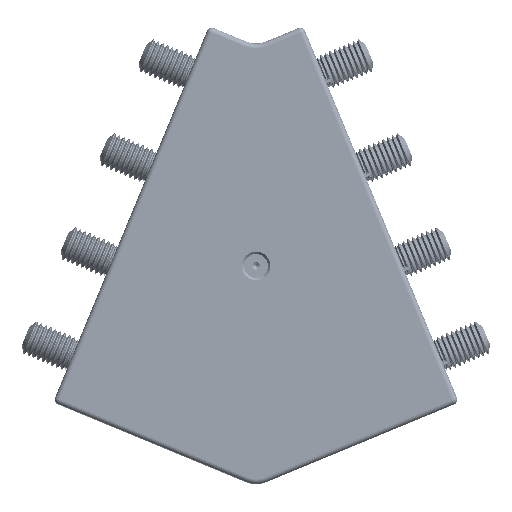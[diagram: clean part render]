
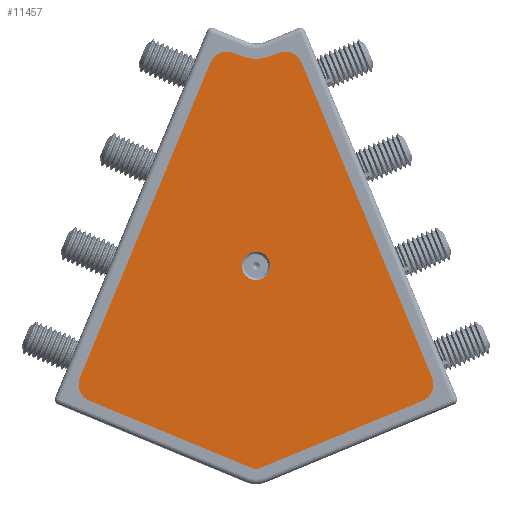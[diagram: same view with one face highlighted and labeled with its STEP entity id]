
A CAD part, top view. The second image highlights one B-rep face of the part: STEP entity #11457.
In plain terms, the highlighted planar face has unit normal (0, 0, 1).
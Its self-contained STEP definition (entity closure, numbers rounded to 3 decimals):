
#2006 = VERTEX_POINT ( 'NONE', #11960 ) ;
#2007 = VERTEX_POINT ( 'NONE', #11959 ) ;
#2008 = VERTEX_POINT ( 'NONE', #11958 ) ;
#2009 = VERTEX_POINT ( 'NONE', #11956 ) ;
#2012 = VERTEX_POINT ( 'NONE', #11969 ) ;
#2013 = VERTEX_POINT ( 'NONE', #11967 ) ;
#6764 = EDGE_LOOP ( 'NONE', ( #13648, #13649, #13650, #13651, #13652, #13653, #13654, #13655, #13656, #13657, #13658, #13659 ) ) ;
#7942 = AXIS2_PLACEMENT_3D ( 'NONE', #10371, #10380, #10381 ) ;
#8759 = FACE_BOUND ( 'NONE', #19978, .T. ) ;
#8762 = FACE_OUTER_BOUND ( 'NONE', #6764, .T. ) ;
#10371 = CARTESIAN_POINT ( 'NONE',  ( 0., 0., 3. ) ) ;
#10375 = PLANE ( 'NONE',  #7942 ) ;
#10380 = DIRECTION ( 'NONE',  ( 0., 0., 1. ) ) ;
#10381 = DIRECTION ( 'NONE',  ( 1., 0., 0. ) ) ;
#10962 = CARTESIAN_POINT ( 'NONE',  ( -113.593, 48.708, 3. ) ) ;
#10964 = CARTESIAN_POINT ( 'NONE',  ( -64.701, 97.6, 3. ) ) ;
#10969 = CARTESIAN_POINT ( 'NONE',  ( -114.764, -23.263, 3. ) ) ;
#10973 = CARTESIAN_POINT ( 'NONE',  ( -114.764, 45.88, 3. ) ) ;
#10977 = CARTESIAN_POINT ( 'NONE',  ( 39.951, 2.848, 3. ) ) ;
#10980 = CARTESIAN_POINT ( 'NONE',  ( -35.164, 16.885, 3. ) ) ;
#10981 = CARTESIAN_POINT ( 'NONE',  ( -46.364, 16.885, 3. ) ) ;
#10983 = CARTESIAN_POINT ( 'NONE',  ( -54.801, 97.6, 3. ) ) ;
#11457 = ADVANCED_FACE ( 'NONE', ( #8759, #8762 ), #10375, .T. ) ;
#11956 = CARTESIAN_POINT ( 'NONE',  ( 37.922, -9.08, 3. ) ) ;
#11958 = CARTESIAN_POINT ( 'NONE',  ( 33.236, -23.263, 3. ) ) ;
#11959 = CARTESIAN_POINT ( 'NONE',  ( 33.236, -20.394, 3. ) ) ;
#11960 = CARTESIAN_POINT ( 'NONE',  ( 39.951, -7.052, 3. ) ) ;
#11967 = CARTESIAN_POINT ( 'NONE',  ( -107.764, -30.263, 3. ) ) ;
#11969 = CARTESIAN_POINT ( 'NONE',  ( 26.236, -30.263, 3. ) ) ;
#12999 = VERTEX_POINT ( 'NONE', #10969 ) ;
#13002 = VERTEX_POINT ( 'NONE', #10962 ) ;
#13003 = VERTEX_POINT ( 'NONE', #10964 ) ;
#13005 = VERTEX_POINT ( 'NONE', #10973 ) ;
#13009 = VERTEX_POINT ( 'NONE', #10977 ) ;
#13012 = VERTEX_POINT ( 'NONE', #10980 ) ;
#13013 = VERTEX_POINT ( 'NONE', #10981 ) ;
#13015 = VERTEX_POINT ( 'NONE', #10983 ) ;
#13646 = ORIENTED_EDGE ( 'NONE', *, *, #20285, .F. ) ;
#13647 = ORIENTED_EDGE ( 'NONE', *, *, #20333, .F. ) ;
#13648 = ORIENTED_EDGE ( 'NONE', *, *, #20314, .T. ) ;
#13649 = ORIENTED_EDGE ( 'NONE', *, *, #20286, .T. ) ;
#13650 = ORIENTED_EDGE ( 'NONE', *, *, #20312, .T. ) ;
#13651 = ORIENTED_EDGE ( 'NONE', *, *, #20270, .T. ) ;
#13652 = ORIENTED_EDGE ( 'NONE', *, *, #20306, .T. ) ;
#13653 = ORIENTED_EDGE ( 'NONE', *, *, #20269, .T. ) ;
#13654 = ORIENTED_EDGE ( 'NONE', *, *, #20303, .T. ) ;
#13655 = ORIENTED_EDGE ( 'NONE', *, *, #20268, .T. ) ;
#13656 = ORIENTED_EDGE ( 'NONE', *, *, #20301, .T. ) ;
#13657 = ORIENTED_EDGE ( 'NONE', *, *, #20283, .T. ) ;
#13658 = ORIENTED_EDGE ( 'NONE', *, *, #20320, .T. ) ;
#13659 = ORIENTED_EDGE ( 'NONE', *, *, #20274, .T. ) ;
#15490 = AXIS2_PLACEMENT_3D ( 'NONE', #18368, #18369, #18370 ) ;
#15491 = AXIS2_PLACEMENT_3D ( 'NONE', #18371, #18372, #18373 ) ;
#15492 = AXIS2_PLACEMENT_3D ( 'NONE', #18374, #18375, #18376 ) ;
#15496 = AXIS2_PLACEMENT_3D ( 'NONE', #18387, #18388, #18389 ) ;
#15502 = AXIS2_PLACEMENT_3D ( 'NONE', #18412, #18413, #18414 ) ;
#15503 = AXIS2_PLACEMENT_3D ( 'NONE', #18417, #18418, #18419 ) ;
#15504 = AXIS2_PLACEMENT_3D ( 'NONE', #18420, #18421, #18422 ) ;
#15517 = AXIS2_PLACEMENT_3D ( 'NONE', #18530, #18531, #18532 ) ;
#17306 = CIRCLE ( 'NONE', #15491, 7. ) ;
#17310 = CIRCLE ( 'NONE', #15490, 16. ) ;
#17313 = CIRCLE ( 'NONE', #15492, 7. ) ;
#17315 = CIRCLE ( 'NONE', #15496, 7. ) ;
#17327 = CIRCLE ( 'NONE', #15502, 7. ) ;
#17328 = CIRCLE ( 'NONE', #15504, 4. ) ;
#17331 = CIRCLE ( 'NONE', #15503, 5.6 ) ;
#17351 = LINE ( 'NONE', #18454, #17367 ) ;
#17354 = LINE ( 'NONE', #18458, #17357 ) ;
#17357 = VECTOR ( 'NONE', #18459, 1000. ) ;
#17358 = LINE ( 'NONE', #18462, #17361 ) ;
#17361 = VECTOR ( 'NONE', #18463, 1000. ) ;
#17367 = VECTOR ( 'NONE', #18469, 1000. ) ;
#17372 = LINE ( 'NONE', #18467, #17383 ) ;
#17376 = LINE ( 'NONE', #18480, #17379 ) ;
#17379 = VECTOR ( 'NONE', #18481, 1000. ) ;
#17383 = VECTOR ( 'NONE', #18485, 1000. ) ;
#17392 = LINE ( 'NONE', #18495, #17395 ) ;
#17395 = VECTOR ( 'NONE', #18496, 1000. ) ;
#17412 = CIRCLE ( 'NONE', #15517, 5.6 ) ;
#18368 = CARTESIAN_POINT ( 'NONE',  ( 49.236, -20.394, 3. ) ) ;
#18369 = DIRECTION ( 'NONE',  ( 0., 0., -1. ) ) ;
#18370 = DIRECTION ( 'NONE',  ( 1., 0., 0. ) ) ;
#18371 = CARTESIAN_POINT ( 'NONE',  ( 26.236, -23.263, 3. ) ) ;
#18372 = DIRECTION ( 'NONE',  ( 0., 0., 1. ) ) ;
#18373 = DIRECTION ( 'NONE',  ( 1., 0., 0. ) ) ;
#18374 = CARTESIAN_POINT ( 'NONE',  ( -107.764, -23.263, 3. ) ) ;
#18375 = DIRECTION ( 'NONE',  ( 0., 0., 1. ) ) ;
#18376 = DIRECTION ( 'NONE',  ( 1., 0., 0. ) ) ;
#18387 = CARTESIAN_POINT ( 'NONE',  ( -59.751, 92.65, 3. ) ) ;
#18388 = DIRECTION ( 'NONE',  ( 0., 0., 1. ) ) ;
#18389 = DIRECTION ( 'NONE',  ( 1., 0., 0. ) ) ;
#18412 = CARTESIAN_POINT ( 'NONE',  ( 35.001, -2.102, 3. ) ) ;
#18413 = DIRECTION ( 'NONE',  ( 0., 0., 1. ) ) ;
#18414 = DIRECTION ( 'NONE',  ( 1., 0., 0. ) ) ;
#18417 = CARTESIAN_POINT ( 'NONE',  ( -40.764, 16.885, 3. ) ) ;
#18418 = DIRECTION ( 'NONE',  ( 0., 0., 1. ) ) ;
#18419 = DIRECTION ( 'NONE',  ( 1., 0., 0. ) ) ;
#18420 = CARTESIAN_POINT ( 'NONE',  ( -110.764, 45.88, 3. ) ) ;
#18421 = DIRECTION ( 'NONE',  ( 0., 0., 1. ) ) ;
#18422 = DIRECTION ( 'NONE',  ( 1., 0., 0. ) ) ;
#18454 = CARTESIAN_POINT ( 'NONE',  ( 33.236, -30.263, 3. ) ) ;
#18458 = CARTESIAN_POINT ( 'NONE',  ( 44.901, -2.102, 3. ) ) ;
#18459 = DIRECTION ( 'NONE',  ( 0.707, 0.707, 0. ) ) ;
#18462 = CARTESIAN_POINT ( 'NONE',  ( 33.236, -30.263, 3. ) ) ;
#18463 = DIRECTION ( 'NONE',  ( 0., 1., 0. ) ) ;
#18467 = CARTESIAN_POINT ( 'NONE',  ( -59.751, 102.55, 3. ) ) ;
#18469 = DIRECTION ( 'NONE',  ( 1., 0., 0. ) ) ;
#18480 = CARTESIAN_POINT ( 'NONE',  ( -114.764, -30.263, 3. ) ) ;
#18481 = DIRECTION ( 'NONE',  ( 0., -1., 0. ) ) ;
#18485 = DIRECTION ( 'NONE',  ( -0.707, -0.707, 0. ) ) ;
#18495 = CARTESIAN_POINT ( 'NONE',  ( 44.901, -2.102, 3. ) ) ;
#18496 = DIRECTION ( 'NONE',  ( -0.707, 0.707, 0. ) ) ;
#18530 = CARTESIAN_POINT ( 'NONE',  ( -40.764, 16.885, 3. ) ) ;
#18531 = DIRECTION ( 'NONE',  ( 0., 0., 1. ) ) ;
#18532 = DIRECTION ( 'NONE',  ( 1., 0., 0. ) ) ;
#19978 = EDGE_LOOP ( 'NONE', ( #13646, #13647 ) ) ;
#20268 = EDGE_CURVE ( 'NONE', #2007, #2009, #17310, .T. ) ;
#20269 = EDGE_CURVE ( 'NONE', #2012, #2008, #17306, .T. ) ;
#20270 = EDGE_CURVE ( 'NONE', #12999, #2013, #17313, .T. ) ;
#20274 = EDGE_CURVE ( 'NONE', #13015, #13003, #17315, .T. ) ;
#20283 = EDGE_CURVE ( 'NONE', #2006, #13009, #17327, .T. ) ;
#20285 = EDGE_CURVE ( 'NONE', #13012, #13013, #17331, .T. ) ;
#20286 = EDGE_CURVE ( 'NONE', #13002, #13005, #17328, .T. ) ;
#20301 = EDGE_CURVE ( 'NONE', #2009, #2006, #17354, .T. ) ;
#20303 = EDGE_CURVE ( 'NONE', #2008, #2007, #17358, .T. ) ;
#20306 = EDGE_CURVE ( 'NONE', #2013, #2012, #17351, .T. ) ;
#20312 = EDGE_CURVE ( 'NONE', #13005, #12999, #17376, .T. ) ;
#20314 = EDGE_CURVE ( 'NONE', #13003, #13002, #17372, .T. ) ;
#20320 = EDGE_CURVE ( 'NONE', #13009, #13015, #17392, .T. ) ;
#20333 = EDGE_CURVE ( 'NONE', #13013, #13012, #17412, .T. ) ;
